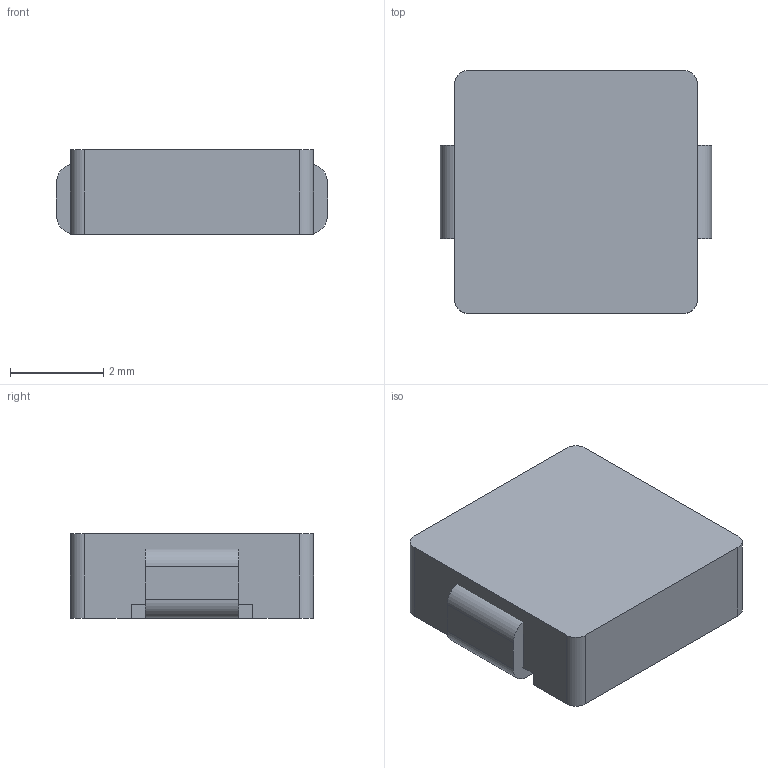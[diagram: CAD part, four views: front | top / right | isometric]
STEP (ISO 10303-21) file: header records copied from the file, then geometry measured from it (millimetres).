
FILE_DESCRIPTION (( 'STEP AP214' ), '1' );
FILE_NAME ('User Library-MWSA0518S.STEP', '2022-07-12T16:09:38', ( '' ), ( '' ), 'SwSTEP 2.0', 'SolidWorks 2022', '' );
FILE_SCHEMA (( 'AUTOMOTIVE_DESIGN' ));
Length unit declared in the file: millimetre
Products named in the file (3): MWSA0518S-PIN; User Library-MWSA0518S; MWSA0518S-HOUSE
Assembly tree (2 placements, depth 2):
  User Library-MWSA0518S
    MWSA0518S-HOUSE
    MWSA0518S-PIN
Bounding box: 5.8 x 5.2 x 1.8 mm (x, y, z)
Volume: 52.4 mm3; surface area: 136.1 mm2
Topology: 2 solids, 2 shells, 40 faces, 108 edges, 72 vertices
Faces by surface type: plane 28, cylinder 12
Entity records: 1806 total; most frequent: CARTESIAN_POINT 225, DIRECTION 222, ORIENTED_EDGE 216, EDGE_CURVE 108, LINE 84, VECTOR 84, VERTEX_POINT 72, AXIS2_PLACEMENT_3D 69
